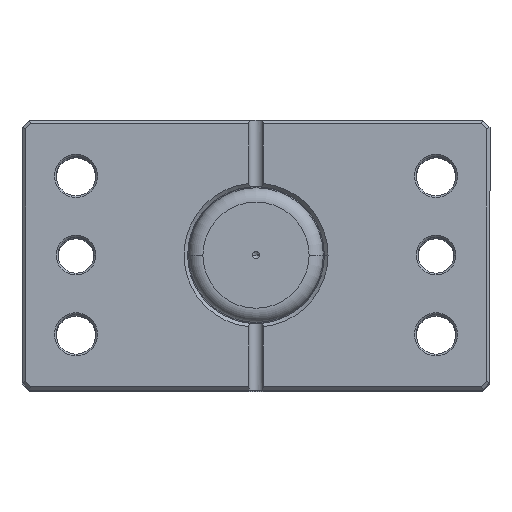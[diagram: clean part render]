
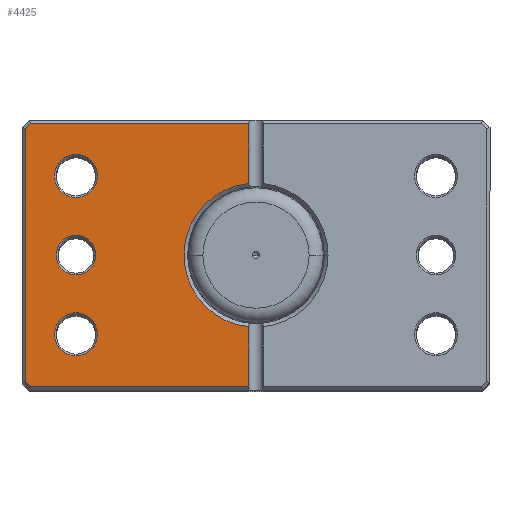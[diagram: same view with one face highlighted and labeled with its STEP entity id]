
A CAD part, top view. The second image highlights one B-rep face of the part: STEP entity #4425.
In plain terms, the highlighted face is planar.
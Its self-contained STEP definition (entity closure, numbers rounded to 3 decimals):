
#24 = EDGE_CURVE ( 'NONE', #4158, #281, #7112, .T. ) ;
#66 = DIRECTION ( 'NONE',  ( 1., 0., 0. ) ) ;
#87 = EDGE_CURVE ( 'NONE', #281, #1481, #1273, .T. ) ;
#124 = DIRECTION ( 'NONE',  ( 0., 0., 1. ) ) ;
#185 = CARTESIAN_POINT ( 'NONE',  ( 56., -22., 0. ) ) ;
#203 = CARTESIAN_POINT ( 'NONE',  ( 64., 0., 0. ) ) ;
#281 = VERTEX_POINT ( 'NONE', #6591 ) ;
#346 = LINE ( 'NONE', #2508, #6025 ) ;
#387 = CARTESIAN_POINT ( 'NONE',  ( 50., 0., 0. ) ) ;
#435 = CARTESIAN_POINT ( 'NONE',  ( 62.586, -36.5, 0. ) ) ;
#499 = VERTEX_POINT ( 'NONE', #2929 ) ;
#536 = DIRECTION ( 'NONE',  ( 0., 0., 1. ) ) ;
#604 = VERTEX_POINT ( 'NONE', #4375 ) ;
#675 = VERTEX_POINT ( 'NONE', #6104 ) ;
#917 = VECTOR ( 'NONE', #3505, 1000. ) ;
#940 = DIRECTION ( 'NONE',  ( 1., 0., 0. ) ) ;
#1053 = EDGE_LOOP ( 'NONE', ( #6936, #1912 ) ) ;
#1111 = EDGE_CURVE ( 'NONE', #3064, #2227, #1857, .T. ) ;
#1131 = EDGE_LOOP ( 'NONE', ( #3283, #3676, #1284, #4682, #5708, #2667, #2461, #4433 ) ) ;
#1190 = EDGE_CURVE ( 'NONE', #604, #1915, #1674, .T. ) ;
#1242 = PLANE ( 'NONE',  #2245 ) ;
#1252 = CARTESIAN_POINT ( 'NONE',  ( 49.543, -49.543, 0. ) ) ;
#1273 = LINE ( 'NONE', #1252, #917 ) ;
#1284 = ORIENTED_EDGE ( 'NONE', *, *, #6337, .T. ) ;
#1292 = CARTESIAN_POINT ( 'NONE',  ( 0., 36.5, 0. ) ) ;
#1421 = ORIENTED_EDGE ( 'NONE', *, *, #7063, .T. ) ;
#1481 = VERTEX_POINT ( 'NONE', #435 ) ;
#1642 = LINE ( 'NONE', #5828, #5844 ) ;
#1674 = LINE ( 'NONE', #1292, #5532 ) ;
#1705 = DIRECTION ( 'NONE',  ( 0.707, -0.707, 0. ) ) ;
#1715 = CIRCLE ( 'NONE', #2183, 6. ) ;
#1786 = EDGE_LOOP ( 'NONE', ( #4335, #2940 ) ) ;
#1794 = CARTESIAN_POINT ( 'NONE',  ( 0., 0., 0. ) ) ;
#1818 = CARTESIAN_POINT ( 'NONE',  ( 50., -22., 0. ) ) ;
#1857 = CIRCLE ( 'NONE', #3513, 6. ) ;
#1912 = ORIENTED_EDGE ( 'NONE', *, *, #1111, .T. ) ;
#1915 = VERTEX_POINT ( 'NONE', #6847 ) ;
#1931 = CIRCLE ( 'NONE', #4325, 5.5 ) ;
#1992 = DIRECTION ( 'NONE',  ( 0., 0., 1. ) ) ;
#1993 = DIRECTION ( 'NONE',  ( 0., 1., 0. ) ) ;
#2105 = CIRCLE ( 'NONE', #2518, 6. ) ;
#2171 = EDGE_CURVE ( 'NONE', #1481, #675, #4538, .T. ) ;
#2183 = AXIS2_PLACEMENT_3D ( 'NONE', #5690, #2410, #6260 ) ;
#2227 = VERTEX_POINT ( 'NONE', #5238 ) ;
#2238 = CIRCLE ( 'NONE', #5479, 5.5 ) ;
#2245 = AXIS2_PLACEMENT_3D ( 'NONE', #1794, #124, #5623 ) ;
#2368 = DIRECTION ( 'NONE',  ( 1., 0., 0. ) ) ;
#2410 = DIRECTION ( 'NONE',  ( 0., 0., 1. ) ) ;
#2458 = EDGE_CURVE ( 'NONE', #4832, #6267, #2795, .T. ) ;
#2461 = ORIENTED_EDGE ( 'NONE', *, *, #87, .T. ) ;
#2508 = CARTESIAN_POINT ( 'NONE',  ( 2., 37.5, 0. ) ) ;
#2518 = AXIS2_PLACEMENT_3D ( 'NONE', #6654, #3351, #66 ) ;
#2657 = CARTESIAN_POINT ( 'NONE',  ( 2., -19.9, 0. ) ) ;
#2661 = DIRECTION ( 'NONE',  ( -1., 0., 0. ) ) ;
#2667 = ORIENTED_EDGE ( 'NONE', *, *, #24, .T. ) ;
#2766 = EDGE_CURVE ( 'NONE', #3873, #3380, #5295, .T. ) ;
#2793 = ORIENTED_EDGE ( 'NONE', *, *, #2458, .T. ) ;
#2795 = CIRCLE ( 'NONE', #4067, 6. ) ;
#2865 = EDGE_LOOP ( 'NONE', ( #1421, #2793 ) ) ;
#2886 = VECTOR ( 'NONE', #4145, 1000. ) ;
#2929 = CARTESIAN_POINT ( 'NONE',  ( 55.5, 0., 0. ) ) ;
#2940 = ORIENTED_EDGE ( 'NONE', *, *, #4705, .T. ) ;
#3064 = VERTEX_POINT ( 'NONE', #185 ) ;
#3078 = VECTOR ( 'NONE', #2661, 1000. ) ;
#3215 = CARTESIAN_POINT ( 'NONE',  ( 0., 0., 0. ) ) ;
#3224 = CARTESIAN_POINT ( 'NONE',  ( 56., 22., 0. ) ) ;
#3248 = CARTESIAN_POINT ( 'NONE',  ( 44.5, 0., 0. ) ) ;
#3283 = ORIENTED_EDGE ( 'NONE', *, *, #6376, .T. ) ;
#3293 = FACE_BOUND ( 'NONE', #2865, .T. ) ;
#3351 = DIRECTION ( 'NONE',  ( 0., 0., 1. ) ) ;
#3380 = VERTEX_POINT ( 'NONE', #4047 ) ;
#3381 = VECTOR ( 'NONE', #1705, 1000. ) ;
#3505 = DIRECTION ( 'NONE',  ( -0.707, -0.707, 0. ) ) ;
#3513 = AXIS2_PLACEMENT_3D ( 'NONE', #1818, #5655, #2368 ) ;
#3615 = DIRECTION ( 'NONE',  ( 0., 1., 0. ) ) ;
#3676 = ORIENTED_EDGE ( 'NONE', *, *, #2766, .T. ) ;
#3759 = DIRECTION ( 'NONE',  ( 1., 0., 0. ) ) ;
#3832 = CARTESIAN_POINT ( 'NONE',  ( 50., 22., 0. ) ) ;
#3873 = VERTEX_POINT ( 'NONE', #2657 ) ;
#3880 = CARTESIAN_POINT ( 'NONE',  ( 49.543, 49.543, 0. ) ) ;
#3989 = EDGE_CURVE ( 'NONE', #1915, #4158, #5016, .T. ) ;
#4002 = EDGE_CURVE ( 'NONE', #2227, #3064, #2105, .T. ) ;
#4047 = CARTESIAN_POINT ( 'NONE',  ( 2., 19.9, 0. ) ) ;
#4067 = AXIS2_PLACEMENT_3D ( 'NONE', #3832, #536, #4385 ) ;
#4113 = CARTESIAN_POINT ( 'NONE',  ( 44., 22., 0. ) ) ;
#4145 = DIRECTION ( 'NONE',  ( 0., -1., 0. ) ) ;
#4158 = VERTEX_POINT ( 'NONE', #5666 ) ;
#4231 = DIRECTION ( 'NONE',  ( 0., 0., 1. ) ) ;
#4297 = AXIS2_PLACEMENT_3D ( 'NONE', #3215, #7058, #3759 ) ;
#4302 = CARTESIAN_POINT ( 'NONE',  ( 0., -36.5, 0. ) ) ;
#4325 = AXIS2_PLACEMENT_3D ( 'NONE', #387, #4231, #940 ) ;
#4335 = ORIENTED_EDGE ( 'NONE', *, *, #6038, .T. ) ;
#4375 = CARTESIAN_POINT ( 'NONE',  ( 2., 36.5, 0. ) ) ;
#4385 = DIRECTION ( 'NONE',  ( 1., 0., 0. ) ) ;
#4425 = ADVANCED_FACE ( 'NONE', ( #4766, #5021, #3293, #6234 ), #1242, .F. ) ;
#4433 = ORIENTED_EDGE ( 'NONE', *, *, #2171, .T. ) ;
#4538 = LINE ( 'NONE', #4302, #3078 ) ;
#4682 = ORIENTED_EDGE ( 'NONE', *, *, #1190, .T. ) ;
#4705 = EDGE_CURVE ( 'NONE', #499, #5595, #1931, .T. ) ;
#4766 = FACE_BOUND ( 'NONE', #1786, .T. ) ;
#4832 = VERTEX_POINT ( 'NONE', #3224 ) ;
#5016 = LINE ( 'NONE', #3880, #3381 ) ;
#5021 = FACE_BOUND ( 'NONE', #1053, .T. ) ;
#5129 = DIRECTION ( 'NONE',  ( 1., 0., 0. ) ) ;
#5238 = CARTESIAN_POINT ( 'NONE',  ( 44., -22., 0. ) ) ;
#5276 = CARTESIAN_POINT ( 'NONE',  ( 50., 0., 0. ) ) ;
#5295 = CIRCLE ( 'NONE', #4297, 20. ) ;
#5479 = AXIS2_PLACEMENT_3D ( 'NONE', #5276, #1992, #5827 ) ;
#5532 = VECTOR ( 'NONE', #5129, 1000. ) ;
#5595 = VERTEX_POINT ( 'NONE', #3248 ) ;
#5623 = DIRECTION ( 'NONE',  ( 1., 0., 0. ) ) ;
#5655 = DIRECTION ( 'NONE',  ( 0., 0., 1. ) ) ;
#5666 = CARTESIAN_POINT ( 'NONE',  ( 64., 35.086, 0. ) ) ;
#5690 = CARTESIAN_POINT ( 'NONE',  ( 50., 22., 0. ) ) ;
#5708 = ORIENTED_EDGE ( 'NONE', *, *, #3989, .T. ) ;
#5827 = DIRECTION ( 'NONE',  ( 1., 0., 0. ) ) ;
#5828 = CARTESIAN_POINT ( 'NONE',  ( 2., 37.5, 0. ) ) ;
#5844 = VECTOR ( 'NONE', #1993, 1000. ) ;
#6025 = VECTOR ( 'NONE', #3615, 1000. ) ;
#6038 = EDGE_CURVE ( 'NONE', #5595, #499, #2238, .T. ) ;
#6104 = CARTESIAN_POINT ( 'NONE',  ( 2., -36.5, 0. ) ) ;
#6234 = FACE_OUTER_BOUND ( 'NONE', #1131, .T. ) ;
#6260 = DIRECTION ( 'NONE',  ( 1., 0., 0. ) ) ;
#6267 = VERTEX_POINT ( 'NONE', #4113 ) ;
#6337 = EDGE_CURVE ( 'NONE', #3380, #604, #346, .T. ) ;
#6376 = EDGE_CURVE ( 'NONE', #675, #3873, #1642, .T. ) ;
#6591 = CARTESIAN_POINT ( 'NONE',  ( 64., -35.086, 0. ) ) ;
#6654 = CARTESIAN_POINT ( 'NONE',  ( 50., -22., 0. ) ) ;
#6847 = CARTESIAN_POINT ( 'NONE',  ( 62.586, 36.5, 0. ) ) ;
#6936 = ORIENTED_EDGE ( 'NONE', *, *, #4002, .T. ) ;
#7058 = DIRECTION ( 'NONE',  ( 0., 0., 1. ) ) ;
#7063 = EDGE_CURVE ( 'NONE', #6267, #4832, #1715, .T. ) ;
#7112 = LINE ( 'NONE', #203, #2886 ) ;
